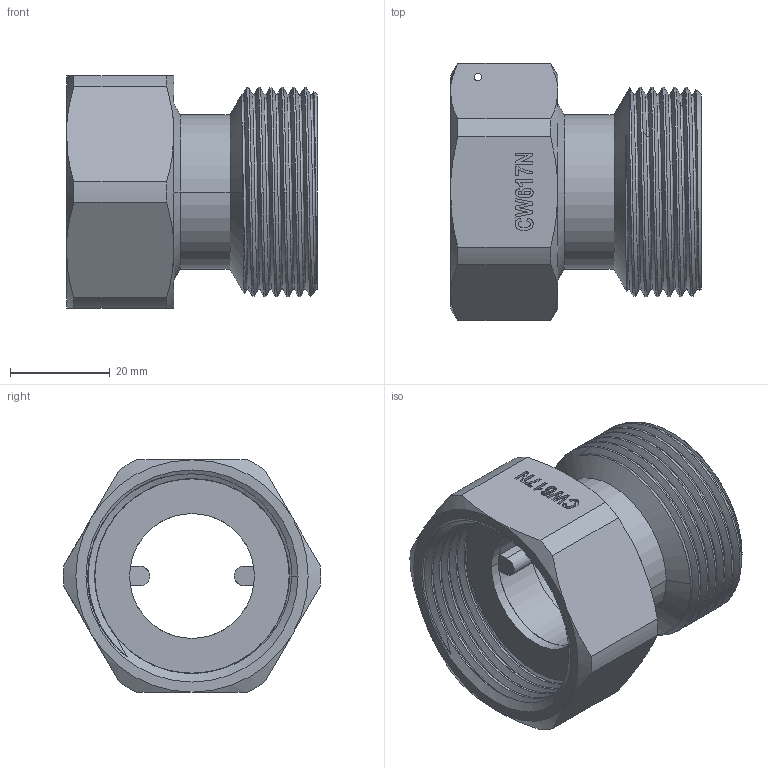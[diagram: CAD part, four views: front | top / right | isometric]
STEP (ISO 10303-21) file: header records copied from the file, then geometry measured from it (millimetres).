
FILE_DESCRIPTION((''),'2;1');
FILE_NAME('F16133007_ASM','2023-12-06T16:01:51',('admin'),(''),'CREO PARAMETRIC BY PTC INC, 2018400','CREO PARAMETRIC BY PTC INC, 2018400','');
FILE_SCHEMA(('CONFIG_CONTROL_DESIGN','SHAPE_APPEARANCE_LAYERS_GROUPS'));
Length unit declared in the file: millimetre
Products named in the file (5): FJ1641133007W; FJ1615133007W; VT19000607; VT13013307; F16133007_ASM
Assembly tree (4 placements, depth 2):
  F16133007_ASM
    FJ1641133007W
    FJ1615133007W
    VT19000607
    VT13013307
Bounding box: 50.25 x 51.48 x 46.5 mm (x, y, z)
Volume: 29416.5 mm3; surface area: 22306.7 mm2
Topology: 4 solids, 4 shells, 215 faces, 545 edges, 346 vertices
Faces by surface type: plane 62, cylinder 52, extrusion 47, cone 34, bspline 18, torus 2
Entity records: 14225 total; most frequent: CARTESIAN_POINT 7658, ORIENTED_EDGE 1090, DIRECTION 777, PRESENTATION_STYLE_ASSIGNMENT 549, STYLED_ITEM 549, CURVE_STYLE 545, EDGE_CURVE 545, VERTEX_POINT 346
